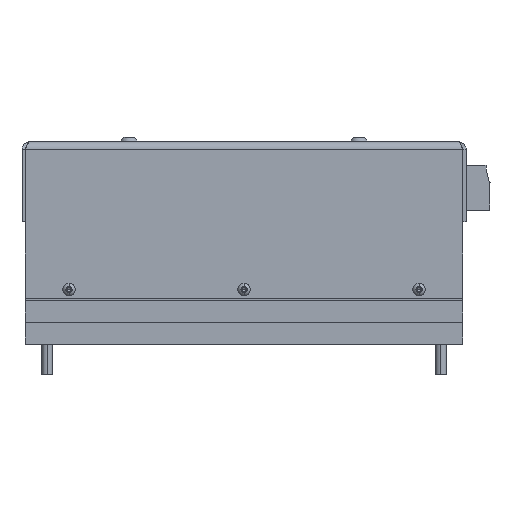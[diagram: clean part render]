
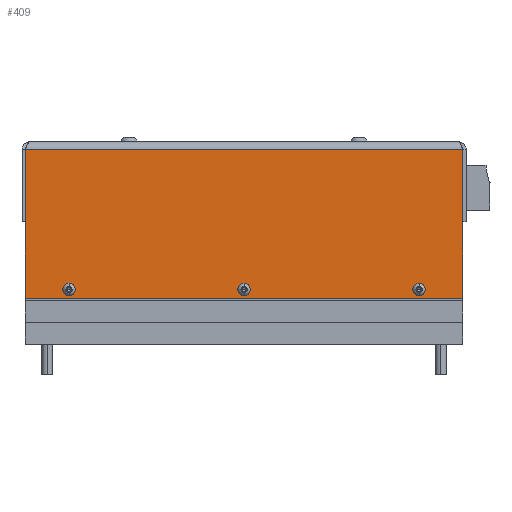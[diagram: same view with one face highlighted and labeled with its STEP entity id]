
A CAD part, left-side view. The second image highlights one B-rep face of the part: STEP entity #409.
In plain terms, the highlighted face is planar.
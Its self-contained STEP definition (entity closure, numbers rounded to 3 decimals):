
#29 = EDGE_CURVE ( 'NONE', #9422, #9428, #2178, .T. ) ;
#36 = EDGE_CURVE ( 'NONE', #9179, #9178, #2191, .T. ) ;
#76 = EDGE_CURVE ( 'NONE', #9427, #9424, #2245, .T. ) ;
#123 = EDGE_CURVE ( 'NONE', #9195, #9194, #2305, .T. ) ;
#147 = EDGE_CURVE ( 'NONE', #9427, #9428, #2337, .T. ) ;
#155 = EDGE_CURVE ( 'NONE', #9187, #9186, #2349, .T. ) ;
#163 = EDGE_CURVE ( 'NONE', #9424, #9414, #2359, .T. ) ;
#195 = EDGE_CURVE ( 'NONE', #9420, #9422, #2404, .T. ) ;
#409 = ADVANCED_FACE ( 'NONE', ( #9982, #9983, #9984, #9985 ), #12248, .F. ) ;
#797 = CARTESIAN_POINT ( 'NONE',  ( 100., 81.5, 35. ) ) ;
#798 = CARTESIAN_POINT ( 'NONE',  ( 100., 81.5, 70. ) ) ;
#801 = CARTESIAN_POINT ( 'NONE',  ( -100., 81.5, 70. ) ) ;
#803 = CARTESIAN_POINT ( 'NONE',  ( -100., 81.5, 35. ) ) ;
#805 = CARTESIAN_POINT ( 'NONE',  ( -99.929, 81.5, 35. ) ) ;
#807 = CARTESIAN_POINT ( 'NONE',  ( 99.929, 81.5, 35. ) ) ;
#810 = CARTESIAN_POINT ( 'NONE',  ( 99.929, 81.5, 2. ) ) ;
#811 = CARTESIAN_POINT ( 'NONE',  ( -99.929, 81.5, 2. ) ) ;
#1457 = EDGE_CURVE ( 'NONE', #9415, #9418, #6933, .T. ) ;
#1465 = EDGE_CURVE ( 'NONE', #9418, #9420, #6944, .T. ) ;
#1466 = EDGE_CURVE ( 'NONE', #9414, #9415, #6947, .T. ) ;
#1611 = CARTESIAN_POINT ( 'NONE',  ( 99.929, 81.5, -20.5 ) ) ;
#1612 = DIRECTION ( 'NONE',  ( 0., 0., 1. ) ) ;
#1744 = CARTESIAN_POINT ( 'NONE',  ( 0., 81.5, 66. ) ) ;
#1745 = DIRECTION ( 'NONE',  ( 0., -1., 0. ) ) ;
#1746 = DIRECTION ( 'NONE',  ( 0., 0., -1. ) ) ;
#1816 = CARTESIAN_POINT ( 'NONE',  ( 99.929, 81.5, 2. ) ) ;
#1817 = DIRECTION ( 'NONE',  ( -1., 0., 0. ) ) ;
#1839 = CARTESIAN_POINT ( 'NONE',  ( -80., 81.5, 66. ) ) ;
#1840 = DIRECTION ( 'NONE',  ( 0., -1., 0. ) ) ;
#1841 = DIRECTION ( 'NONE',  ( 0., 0., -1. ) ) ;
#1860 = CARTESIAN_POINT ( 'NONE',  ( 99.929, 81.5, 35. ) ) ;
#1861 = DIRECTION ( 'NONE',  ( 1., 0., 0. ) ) ;
#2178 = LINE ( 'NONE', #9789, #2179 ) ;
#2179 = VECTOR ( 'NONE', #9790, 1000. ) ;
#2191 = CIRCLE ( 'NONE', #4607, 1.7 ) ;
#2245 = LINE ( 'NONE', #1611, #2246 ) ;
#2246 = VECTOR ( 'NONE', #1612, 1000. ) ;
#2305 = CIRCLE ( 'NONE', #4637, 1.7 ) ;
#2337 = LINE ( 'NONE', #1816, #2338 ) ;
#2338 = VECTOR ( 'NONE', #1817, 1000. ) ;
#2349 = CIRCLE ( 'NONE', #4645, 1.7 ) ;
#2359 = LINE ( 'NONE', #1860, #2360 ) ;
#2360 = VECTOR ( 'NONE', #1861, 1000. ) ;
#2404 = LINE ( 'NONE', #3546, #2405 ) ;
#2405 = VECTOR ( 'NONE', #3547, 1000. ) ;
#3546 = CARTESIAN_POINT ( 'NONE',  ( -101.5, 81.5, 35. ) ) ;
#3547 = DIRECTION ( 'NONE',  ( 1., 0., 0. ) ) ;
#4296 = EDGE_CURVE ( 'NONE', #9178, #9179, #7102, .T. ) ;
#4344 = EDGE_CURVE ( 'NONE', #9194, #9195, #7163, .T. ) ;
#4607 = AXIS2_PLACEMENT_3D ( 'NONE', #9811, #9812, #9813 ) ;
#4637 = AXIS2_PLACEMENT_3D ( 'NONE', #1744, #1745, #1746 ) ;
#4645 = AXIS2_PLACEMENT_3D ( 'NONE', #1839, #1840, #1841 ) ;
#4948 = AXIS2_PLACEMENT_3D ( 'NONE', #12249, #12250, #12251 ) ;
#5328 = AXIS2_PLACEMENT_3D ( 'NONE', #10897, #10898, #10899 ) ;
#5355 = AXIS2_PLACEMENT_3D ( 'NONE', #11012, #11013, #11014 ) ;
#5439 = AXIS2_PLACEMENT_3D ( 'NONE', #11588, #11589, #11590 ) ;
#6785 = CARTESIAN_POINT ( 'NONE',  ( -100., 81.5, 70. ) ) ;
#6786 = DIRECTION ( 'NONE',  ( -1., 0., 0. ) ) ;
#6805 = CARTESIAN_POINT ( 'NONE',  ( -100., 81.5, 70. ) ) ;
#6806 = DIRECTION ( 'NONE',  ( 0., 0., -1. ) ) ;
#6807 = CARTESIAN_POINT ( 'NONE',  ( 100., 81.5, 70. ) ) ;
#6808 = DIRECTION ( 'NONE',  ( 0., 0., 1. ) ) ;
#6933 = LINE ( 'NONE', #6785, #6934 ) ;
#6934 = VECTOR ( 'NONE', #6786, 1000. ) ;
#6944 = LINE ( 'NONE', #6805, #6946 ) ;
#6946 = VECTOR ( 'NONE', #6806, 1000. ) ;
#6947 = LINE ( 'NONE', #6807, #6948 ) ;
#6948 = VECTOR ( 'NONE', #6808, 1000. ) ;
#6977 = EDGE_CURVE ( 'NONE', #9186, #9187, #7571, .T. ) ;
#7102 = CIRCLE ( 'NONE', #5328, 1.7 ) ;
#7163 = CIRCLE ( 'NONE', #5355, 1.7 ) ;
#7571 = CIRCLE ( 'NONE', #5439, 1.7 ) ;
#8146 = ORIENTED_EDGE ( 'NONE', *, *, #36, .T. ) ;
#8147 = ORIENTED_EDGE ( 'NONE', *, *, #4296, .T. ) ;
#8148 = ORIENTED_EDGE ( 'NONE', *, *, #155, .T. ) ;
#8149 = ORIENTED_EDGE ( 'NONE', *, *, #6977, .T. ) ;
#8150 = ORIENTED_EDGE ( 'NONE', *, *, #123, .T. ) ;
#8151 = ORIENTED_EDGE ( 'NONE', *, *, #4344, .T. ) ;
#8152 = ORIENTED_EDGE ( 'NONE', *, *, #76, .F. ) ;
#8153 = ORIENTED_EDGE ( 'NONE', *, *, #147, .T. ) ;
#8154 = ORIENTED_EDGE ( 'NONE', *, *, #29, .F. ) ;
#8155 = ORIENTED_EDGE ( 'NONE', *, *, #195, .F. ) ;
#8156 = ORIENTED_EDGE ( 'NONE', *, *, #1465, .F. ) ;
#8157 = ORIENTED_EDGE ( 'NONE', *, *, #1457, .F. ) ;
#8158 = ORIENTED_EDGE ( 'NONE', *, *, #1466, .F. ) ;
#8159 = ORIENTED_EDGE ( 'NONE', *, *, #163, .F. ) ;
#9107 = EDGE_LOOP ( 'NONE', ( #8152, #8153, #8154, #8155, #8156, #8157, #8158, #8159 ) ) ;
#9108 = EDGE_LOOP ( 'NONE', ( #8150, #8151 ) ) ;
#9109 = EDGE_LOOP ( 'NONE', ( #8148, #8149 ) ) ;
#9110 = EDGE_LOOP ( 'NONE', ( #8146, #8147 ) ) ;
#9178 = VERTEX_POINT ( 'NONE', #11633 ) ;
#9179 = VERTEX_POINT ( 'NONE', #11634 ) ;
#9186 = VERTEX_POINT ( 'NONE', #11641 ) ;
#9187 = VERTEX_POINT ( 'NONE', #11642 ) ;
#9194 = VERTEX_POINT ( 'NONE', #11649 ) ;
#9195 = VERTEX_POINT ( 'NONE', #11650 ) ;
#9414 = VERTEX_POINT ( 'NONE', #797 ) ;
#9415 = VERTEX_POINT ( 'NONE', #798 ) ;
#9418 = VERTEX_POINT ( 'NONE', #801 ) ;
#9420 = VERTEX_POINT ( 'NONE', #803 ) ;
#9422 = VERTEX_POINT ( 'NONE', #805 ) ;
#9424 = VERTEX_POINT ( 'NONE', #807 ) ;
#9427 = VERTEX_POINT ( 'NONE', #810 ) ;
#9428 = VERTEX_POINT ( 'NONE', #811 ) ;
#9789 = CARTESIAN_POINT ( 'NONE',  ( -99.929, 81.5, 70. ) ) ;
#9790 = DIRECTION ( 'NONE',  ( 0., 0., -1. ) ) ;
#9811 = CARTESIAN_POINT ( 'NONE',  ( 80., 81.5, 66. ) ) ;
#9812 = DIRECTION ( 'NONE',  ( 0., -1., 0. ) ) ;
#9813 = DIRECTION ( 'NONE',  ( 0., 0., -1. ) ) ;
#9982 = FACE_BOUND ( 'NONE', #9110, .T. ) ;
#9983 = FACE_BOUND ( 'NONE', #9109, .T. ) ;
#9984 = FACE_BOUND ( 'NONE', #9108, .T. ) ;
#9985 = FACE_OUTER_BOUND ( 'NONE', #9107, .T. ) ;
#10897 = CARTESIAN_POINT ( 'NONE',  ( 80., 81.5, 66. ) ) ;
#10898 = DIRECTION ( 'NONE',  ( 0., -1., 0. ) ) ;
#10899 = DIRECTION ( 'NONE',  ( 0., 0., -1. ) ) ;
#11012 = CARTESIAN_POINT ( 'NONE',  ( 0., 81.5, 66. ) ) ;
#11013 = DIRECTION ( 'NONE',  ( 0., -1., 0. ) ) ;
#11014 = DIRECTION ( 'NONE',  ( 0., 0., -1. ) ) ;
#11588 = CARTESIAN_POINT ( 'NONE',  ( -80., 81.5, 66. ) ) ;
#11589 = DIRECTION ( 'NONE',  ( 0., -1., 0. ) ) ;
#11590 = DIRECTION ( 'NONE',  ( 0., 0., -1. ) ) ;
#11633 = CARTESIAN_POINT ( 'NONE',  ( 80., 81.5, 67.7 ) ) ;
#11634 = CARTESIAN_POINT ( 'NONE',  ( 80., 81.5, 64.3 ) ) ;
#11641 = CARTESIAN_POINT ( 'NONE',  ( -80., 81.5, 67.7 ) ) ;
#11642 = CARTESIAN_POINT ( 'NONE',  ( -80., 81.5, 64.3 ) ) ;
#11649 = CARTESIAN_POINT ( 'NONE',  ( 0., 81.5, 67.7 ) ) ;
#11650 = CARTESIAN_POINT ( 'NONE',  ( 0., 81.5, 64.3 ) ) ;
#12248 = PLANE ( 'NONE',  #4948 ) ;
#12249 = CARTESIAN_POINT ( 'NONE',  ( -100., 81.5, 70. ) ) ;
#12250 = DIRECTION ( 'NONE',  ( 0., -1., 0. ) ) ;
#12251 = DIRECTION ( 'NONE',  ( 0., 0., -1. ) ) ;
